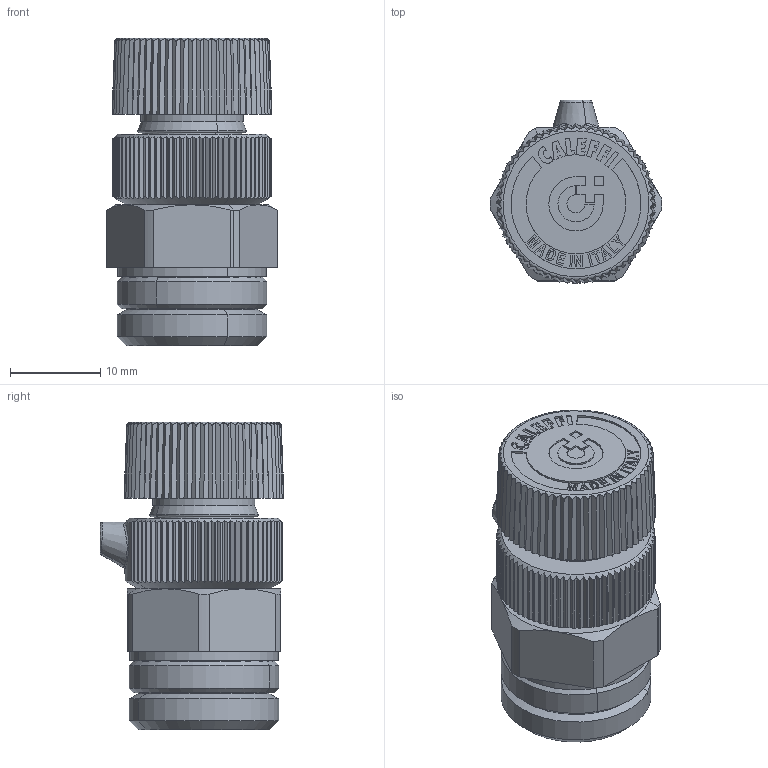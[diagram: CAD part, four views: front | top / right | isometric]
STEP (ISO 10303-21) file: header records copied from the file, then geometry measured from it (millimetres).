
FILE_DESCRIPTION(('CATIA V5 STEP Exchange'),'2;1');
FILE_NAME('STEP_505431_-_TST.stp','2017-11-13T17:21:00+00:00',('none'),('none'),'CATIA Version 5-6 Release 2016 SP4','CATIA V5 STEP AP203','none');
FILE_SCHEMA(('CONFIG_CONTROL_DESIGN'));
Length unit declared in the file: millimetre
Products named in the file (1): 505431 - TST
Bounding box: 19 x 20.35 x 34.04 mm (x, y, z)
Volume: 7487.9 mm3; surface area: 3300 mm2
Topology: 1 solids, 4 shells, 637 faces, 1755 edges, 1158 vertices
Faces by surface type: plane 456, cylinder 96, extrusion 38, cone 36, torus 6, bspline 5
Entity records: 21882 total; most frequent: CARTESIAN_POINT 7155, ORIENTED_EDGE 3506, DIRECTION 2218, EDGE_CURVE 1753, VERTEX_POINT 1158, VECTOR 1067, LINE 1029, AXIS2_PLACEMENT_3D 689
